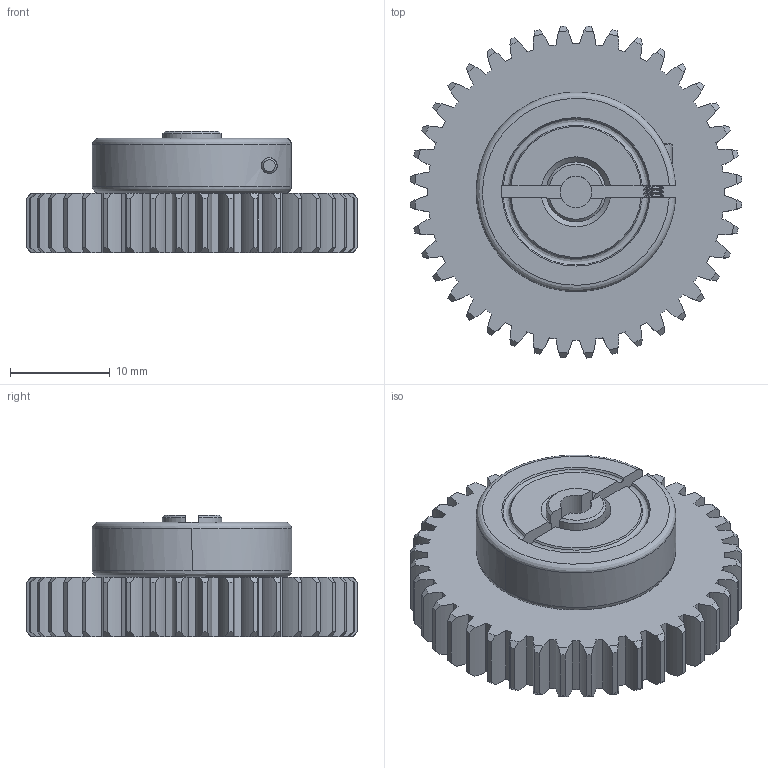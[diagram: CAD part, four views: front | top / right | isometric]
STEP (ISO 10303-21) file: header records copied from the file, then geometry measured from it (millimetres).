
FILE_DESCRIPTION (( 'STEP AP214' ), '1' );
FILE_NAME ('am-3683 40t NR Pinion Gear Assembly.STEP', '2017-08-29T23:00:11', ( '' ), ( '' ), 'SwSTEP 2.0', 'SolidWorks 2017', '' );
FILE_SCHEMA (( 'AUTOMOTIVE_DESIGN' ));
Length unit declared in the file: inch
Products named in the file (3): ENCL20-6MM-A; dv-9735 40T 32DP 20PA With 0125in Bore Pinion Gear; am-3683 40t NR Pinion Gear Assembly
Assembly tree (2 placements, depth 2):
  am-3683 40t NR Pinion Gear Assembly
    dv-9735 40T 32DP 20PA With 0125in Bore Pinion Gear
    ENCL20-6MM-A
Bounding box: 33.27 x 33.27 x 12.22 mm (x, y, z)
Volume: 6211.4 mm3; surface area: 4114 mm2
Topology: 2 solids, 2 shells, 348 faces, 1016 edges, 674 vertices
Faces by surface type: cylinder 210, cone 97, plane 29, bspline 12
Entity records: 17770 total; most frequent: CARTESIAN_POINT 8153, ORIENTED_EDGE 2032, DIRECTION 1886, EDGE_CURVE 1016, AXIS2_PLACEMENT_3D 807, VERTEX_POINT 674, CIRCLE 466, EDGE_LOOP 354
